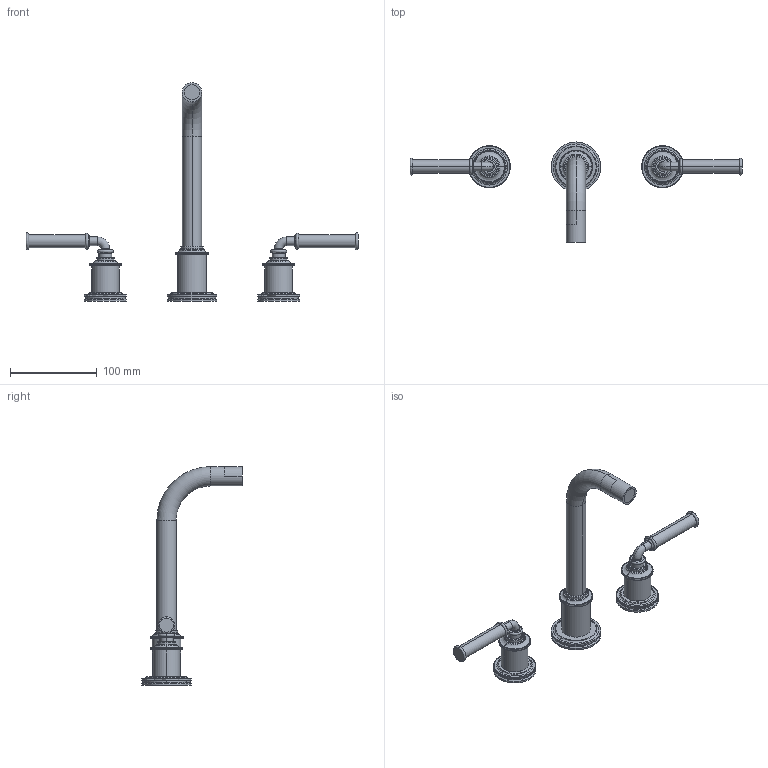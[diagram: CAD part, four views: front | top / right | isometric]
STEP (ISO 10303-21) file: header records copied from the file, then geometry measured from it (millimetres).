
FILE_DESCRIPTION((''),'2;1');
FILE_NAME('3-2941','2022-05-27T10:41:04',('rsmith'),(''),'CREO PARAMETRIC BY PTC INC, 2019352','CREO PARAMETRIC BY PTC INC, 2019352','');
FILE_SCHEMA(('CONFIG_CONTROL_DESIGN'));
Length unit declared in the file: inch
Products named in the file (1): 3-2941
Bounding box: 383.13 x 115.95 x 252.41 mm (x, y, z)
Volume: 290572.2 mm3; surface area: 59651.1 mm2
Topology: 3 solids, 3 shells, 1720 faces, 4982 edges, 3300 vertices
Faces by surface type: plane 1074, cylinder 574, torus 66, cone 6
Entity records: 56642 total; most frequent: CARTESIAN_POINT 10002, ORIENTED_EDGE 9964, DIRECTION 9714, EDGE_CURVE 4982, VECTOR 3690, LINE 3690, VERTEX_POINT 3300, AXIS2_PLACEMENT_3D 3012
